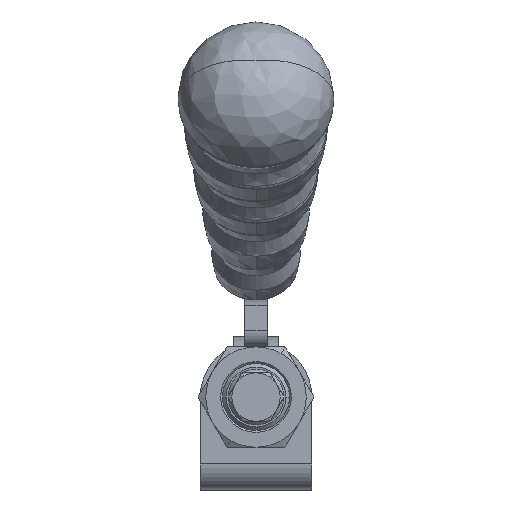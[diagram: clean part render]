
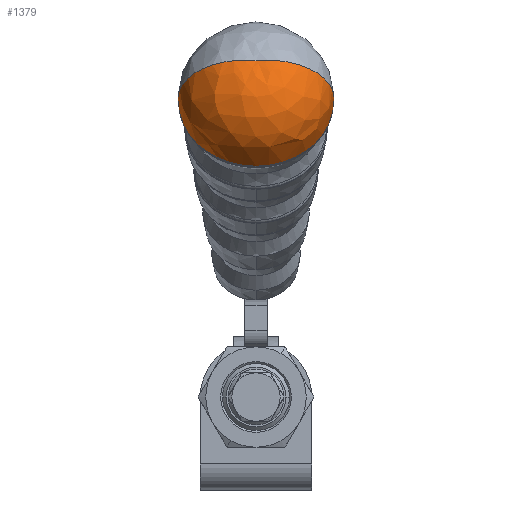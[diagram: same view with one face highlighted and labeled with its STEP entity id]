
A CAD part, left-side view. The second image highlights one B-rep face of the part: STEP entity #1379.
In plain terms, the highlighted free-form (B-spline) face has degree [2, 2] with [5, 9] control points.
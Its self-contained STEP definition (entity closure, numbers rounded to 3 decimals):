
#1261=CARTESIAN_POINT('',(-101.635,-1.149,104.307));
#1262=VERTEX_POINT('',#1261);
#1270=CARTESIAN_POINT('',(-113.337,19.678,87.077));
#1271=VERTEX_POINT('',#1270);
#1272=CARTESIAN_POINT('',(-101.635,19.678,104.307));
#1273=DIRECTION('',(0.827,0.,-0.562));
#1274=DIRECTION('',(0.562,0.,0.827));
#1275=AXIS2_PLACEMENT_3D('',#1272,#1273,#1274);
#1276=CIRCLE('',#1275,20.827);
#1277=EDGE_CURVE('',#1262,#1271,#1276,.T.);
#1298=CARTESIAN_POINT('',(-118.04,19.678,115.448));
#1299=CARTESIAN_POINT('',(-119.75,7.223,116.609));
#1300=CARTESIAN_POINT('',(-110.644,1.038,110.425));
#1301=CARTESIAN_POINT('',(-101.538,-5.146,104.241));
#1302=CARTESIAN_POINT('',(-93.628,3.097,98.868));
#1303=CARTESIAN_POINT('',(-118.04,19.678,115.448));
#1304=CARTESIAN_POINT('',(-112.752,7.223,126.913));
#1305=CARTESIAN_POINT('',(-100.172,1.038,125.844));
#1306=CARTESIAN_POINT('',(-87.591,-5.146,124.776));
#1307=CARTESIAN_POINT('',(-84.312,3.097,112.584));
#1308=CARTESIAN_POINT('',(-118.04,19.678,115.448));
#1309=CARTESIAN_POINT('',(-112.752,19.678,126.913));
#1310=CARTESIAN_POINT('',(-100.172,19.678,125.844));
#1311=CARTESIAN_POINT('',(-87.591,19.678,124.776));
#1312=CARTESIAN_POINT('',(-84.312,19.678,112.584));
#1313=CARTESIAN_POINT('',(-118.04,19.678,115.448));
#1314=CARTESIAN_POINT('',(-112.752,32.133,126.913));
#1315=CARTESIAN_POINT('',(-100.172,38.317,125.844));
#1316=CARTESIAN_POINT('',(-87.591,44.502,124.776));
#1317=CARTESIAN_POINT('',(-84.312,36.258,112.584));
#1318=CARTESIAN_POINT('',(-118.04,19.678,115.448));
#1319=CARTESIAN_POINT('',(-119.75,32.133,116.609));
#1320=CARTESIAN_POINT('',(-110.644,38.317,110.425));
#1321=CARTESIAN_POINT('',(-101.538,44.502,104.241));
#1322=CARTESIAN_POINT('',(-93.628,36.258,98.868));
#1323=CARTESIAN_POINT('',(-118.04,19.678,115.448));
#1324=CARTESIAN_POINT('',(-126.747,32.133,106.306));
#1325=CARTESIAN_POINT('',(-121.116,38.317,95.005));
#1326=CARTESIAN_POINT('',(-115.486,44.502,83.705));
#1327=CARTESIAN_POINT('',(-102.943,36.258,85.152));
#1328=CARTESIAN_POINT('',(-118.04,19.678,115.448));
#1329=CARTESIAN_POINT('',(-126.747,19.678,106.306));
#1330=CARTESIAN_POINT('',(-121.116,19.678,95.005));
#1331=CARTESIAN_POINT('',(-115.486,19.678,83.705));
#1332=CARTESIAN_POINT('',(-102.943,19.678,85.152));
#1333=CARTESIAN_POINT('',(-118.04,19.678,115.448));
#1334=CARTESIAN_POINT('',(-126.747,7.223,106.306));
#1335=CARTESIAN_POINT('',(-121.116,1.038,95.005));
#1336=CARTESIAN_POINT('',(-115.486,-5.146,83.705));
#1337=CARTESIAN_POINT('',(-102.943,3.097,85.152));
#1338=CARTESIAN_POINT('',(-118.04,19.678,115.448));
#1339=CARTESIAN_POINT('',(-119.75,7.223,116.609));
#1340=CARTESIAN_POINT('',(-110.644,1.038,110.425));
#1341=CARTESIAN_POINT('',(-101.538,-5.146,104.241));
#1342=CARTESIAN_POINT('',(-93.628,3.097,98.868));
#1350=(BOUNDED_SURFACE()B_SPLINE_SURFACE(2,2,((#1298,#1303,#1308,#1313,#1318,#1323,#1328,#1333,#1338),(#1299,#1304,#1309,#1314,#1319,#1324,#1329,#1334,#1339),(#1300,#1305,#1310,#1315,#1320,#1325,#1330,#1335,#1340),(#1301,#1306,#1311,#1316,#1321,#1326,#1331,#1336,#1341),(#1302,#1307,#1312,#1317,#1322,#1327,#1332,#1337,#1342)),.UNSPECIFIED.,.F.,.T.,.U.)B_SPLINE_SURFACE_WITH_KNOTS((3,2,3),(3,2,2,2,3),(-1.735,-0.512,0.711),(0.0,1.571,3.142,4.712,6.283),.UNSPECIFIED.)GEOMETRIC_REPRESENTATION_ITEM()RATIONAL_B_SPLINE_SURFACE(((1.0,0.707,1.0,0.707,1.0,0.707,1.0,0.707,1.0),(0.819,0.579,0.819,0.579,0.819,0.579,0.819,0.579,0.819),(1.0,0.707,1.0,0.707,1.0,0.707,1.0,0.707,1.0),(0.819,0.579,0.819,0.579,0.819,0.579,0.819,0.579,0.819),(1.0,0.707,1.0,0.707,1.0,0.707,1.0,0.707,1.0)))REPRESENTATION_ITEM('')SURFACE());
#1351=CARTESIAN_POINT('',(-118.04,19.678,115.448));
#1352=VERTEX_POINT('',#1351);
#1353=CARTESIAN_POINT('',(-103.35,16.731,105.471));
#1354=DIRECTION('',(-0.562,0.0,-0.827));
#1355=DIRECTION('',(0.0,-1.0,0.0));
#1356=AXIS2_PLACEMENT_3D('',#1353,#1354,#1355);
#1357=CIRCLE('',#1356,18.);
#1358=EDGE_CURVE('',#1262,#1352,#1357,.T.);
#1359=ORIENTED_EDGE('',*,*,#1358,.T.);
#1360=CARTESIAN_POINT('',(-101.635,40.505,104.307));
#1361=VERTEX_POINT('',#1360);
#1362=CARTESIAN_POINT('',(-103.35,22.625,105.471));
#1363=DIRECTION('',(-0.562,0.0,-0.827));
#1364=DIRECTION('',(0.0,1.0,0.0));
#1365=AXIS2_PLACEMENT_3D('',#1362,#1363,#1364);
#1366=CIRCLE('',#1365,18.);
#1367=EDGE_CURVE('',#1352,#1361,#1366,.T.);
#1368=ORIENTED_EDGE('',*,*,#1367,.T.);
#1369=CARTESIAN_POINT('',(-101.635,19.678,104.307));
#1370=DIRECTION('',(0.827,0.,-0.562));
#1371=DIRECTION('',(0.562,0.,0.827));
#1372=AXIS2_PLACEMENT_3D('',#1369,#1370,#1371);
#1373=CIRCLE('',#1372,20.827);
#1374=EDGE_CURVE('',#1271,#1361,#1373,.T.);
#1375=ORIENTED_EDGE('',*,*,#1374,.F.);
#1376=ORIENTED_EDGE('',*,*,#1277,.F.);
#1377=EDGE_LOOP('',(#1359,#1368,#1375,#1376));
#1378=FACE_OUTER_BOUND('',#1377,.T.);
#1379=ADVANCED_FACE('',(#1378),#1350,.T.);
